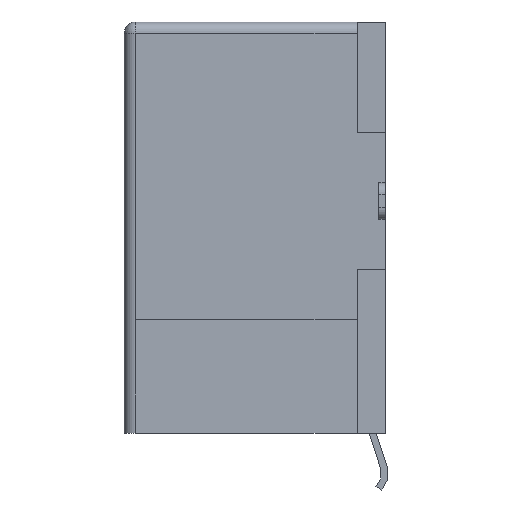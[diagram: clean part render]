
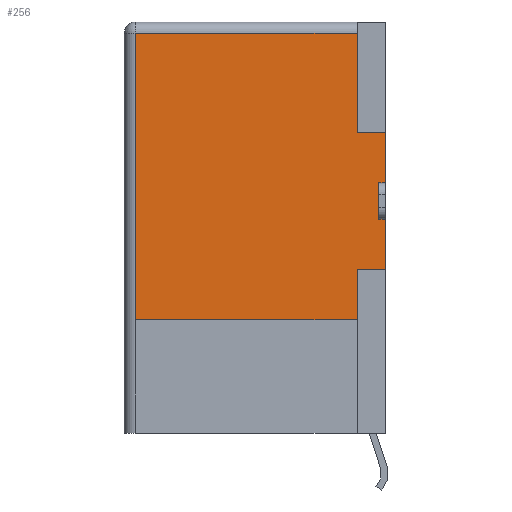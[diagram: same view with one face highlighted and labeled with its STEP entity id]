
A CAD part, left-side view. The second image highlights one B-rep face of the part: STEP entity #256.
In plain terms, the highlighted planar face has unit normal (-1, 0, 0).
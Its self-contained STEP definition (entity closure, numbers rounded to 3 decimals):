
#256=ADVANCED_FACE('',(#874),#572,.T.);
#572=PLANE('',#6837);
#874=FACE_OUTER_BOUND('',#1199,.T.);
#1199=EDGE_LOOP('',(#1923,#1924,#1925,#1926,#1927,#1928,#1929,#1930,#1931,
#1932,#1933,#1934));
#1923=ORIENTED_EDGE('',*,*,#4020,.T.);
#1924=ORIENTED_EDGE('',*,*,#4378,.T.);
#1925=ORIENTED_EDGE('',*,*,#4379,.T.);
#1926=ORIENTED_EDGE('',*,*,#4380,.T.);
#1927=ORIENTED_EDGE('',*,*,#4381,.F.);
#1928=ORIENTED_EDGE('',*,*,#4382,.T.);
#1929=ORIENTED_EDGE('',*,*,#4383,.T.);
#1930=ORIENTED_EDGE('',*,*,#4384,.F.);
#1931=ORIENTED_EDGE('',*,*,#4385,.T.);
#1932=ORIENTED_EDGE('',*,*,#4386,.T.);
#1933=ORIENTED_EDGE('',*,*,#4387,.T.);
#1934=ORIENTED_EDGE('',*,*,#4388,.T.);
#3388=VERTEX_POINT('',#8822);
#3389=VERTEX_POINT('',#8824);
#3691=VERTEX_POINT('',#9539);
#3692=VERTEX_POINT('',#9541);
#3693=VERTEX_POINT('',#9543);
#3694=VERTEX_POINT('',#9545);
#3695=VERTEX_POINT('',#9547);
#3696=VERTEX_POINT('',#9549);
#3697=VERTEX_POINT('',#9551);
#3698=VERTEX_POINT('',#9553);
#3699=VERTEX_POINT('',#9555);
#3700=VERTEX_POINT('',#9557);
#4020=EDGE_CURVE('',#3389,#3388,#4966,.T.);
#4378=EDGE_CURVE('',#3388,#3691,#5297,.T.);
#4379=EDGE_CURVE('',#3691,#3692,#5298,.T.);
#4380=EDGE_CURVE('',#3692,#3693,#5299,.T.);
#4381=EDGE_CURVE('',#3694,#3693,#5300,.T.);
#4382=EDGE_CURVE('',#3694,#3695,#5301,.T.);
#4383=EDGE_CURVE('',#3695,#3696,#5302,.T.);
#4384=EDGE_CURVE('',#3697,#3696,#5303,.T.);
#4385=EDGE_CURVE('',#3697,#3698,#5304,.T.);
#4386=EDGE_CURVE('',#3698,#3699,#5305,.T.);
#4387=EDGE_CURVE('',#3699,#3700,#5306,.T.);
#4388=EDGE_CURVE('',#3700,#3389,#5307,.T.);
#4966=LINE('',#8823,#5863);
#5297=LINE('',#9538,#6194);
#5298=LINE('',#9540,#6195);
#5299=LINE('',#9542,#6196);
#5300=LINE('',#9544,#6197);
#5301=LINE('',#9546,#6198);
#5302=LINE('',#9548,#6199);
#5303=LINE('',#9550,#6200);
#5304=LINE('',#9552,#6201);
#5305=LINE('',#9554,#6202);
#5306=LINE('',#9556,#6203);
#5307=LINE('',#9558,#6204);
#5863=VECTOR('',#7167,1.);
#6194=VECTOR('',#7662,1.);
#6195=VECTOR('',#7663,1.);
#6196=VECTOR('',#7664,1.);
#6197=VECTOR('',#7665,1.);
#6198=VECTOR('',#7666,1.);
#6199=VECTOR('',#7667,1.);
#6200=VECTOR('',#7668,1.);
#6201=VECTOR('',#7669,1.);
#6202=VECTOR('',#7670,1.);
#6203=VECTOR('',#7671,1.);
#6204=VECTOR('',#7672,1.);
#6837=AXIS2_PLACEMENT_3D('',#9559,#7673,#7674);
#7167=DIRECTION('',(0.,0.,1.));
#7662=DIRECTION('',(0.,-1.,0.));
#7663=DIRECTION('',(0.,0.,1.));
#7664=DIRECTION('',(0.,1.,0.));
#7665=DIRECTION('',(0.,0.,-1.));
#7666=DIRECTION('',(0.,-1.,0.));
#7667=DIRECTION('',(0.,0.,1.));
#7668=DIRECTION('',(0.,-1.,0.));
#7669=DIRECTION('',(0.,0.,1.));
#7670=DIRECTION('',(0.,1.,0.));
#7671=DIRECTION('',(0.,0.,-1.));
#7672=DIRECTION('',(0.,-1.,0.));
#7673=DIRECTION('',(-1.,0.,0.));
#7674=DIRECTION('',(0.,0.,-1.));
#8822=CARTESIAN_POINT('',(-6.48,-10.25,-10.88));
#8823=CARTESIAN_POINT('',(-6.48,-10.25,-13.1));
#8824=CARTESIAN_POINT('',(-6.48,-10.25,-13.1));
#9538=CARTESIAN_POINT('',(-6.48,0.,-10.88));
#9539=CARTESIAN_POINT('',(-6.48,-11.5,-10.88));
#9540=CARTESIAN_POINT('',(-6.48,-11.5,-18.1));
#9541=CARTESIAN_POINT('',(-6.48,-11.5,-8.68));
#9542=CARTESIAN_POINT('',(-6.48,-11.2,-8.68));
#9543=CARTESIAN_POINT('',(-6.48,-11.2,-8.68));
#9544=CARTESIAN_POINT('',(-6.48,-11.2,0.));
#9545=CARTESIAN_POINT('',(-6.48,-11.2,-7.08));
#9546=CARTESIAN_POINT('',(-6.48,-11.2,-7.08));
#9547=CARTESIAN_POINT('',(-6.48,-11.5,-7.08));
#9548=CARTESIAN_POINT('',(-6.48,-11.5,-18.1));
#9549=CARTESIAN_POINT('',(-6.48,-11.5,-4.88));
#9550=CARTESIAN_POINT('',(-6.48,-10.25,-4.88));
#9551=CARTESIAN_POINT('',(-6.48,-10.25,-4.88));
#9552=CARTESIAN_POINT('',(-6.48,-10.25,-13.1));
#9553=CARTESIAN_POINT('',(-6.48,-10.25,-0.5));
#9554=CARTESIAN_POINT('',(-6.48,-0.5,-0.5));
#9555=CARTESIAN_POINT('',(-6.48,-0.5,-0.5));
#9556=CARTESIAN_POINT('',(-6.48,-0.5,-18.1));
#9557=CARTESIAN_POINT('',(-6.48,-0.5,-13.1));
#9558=CARTESIAN_POINT('',(-6.48,0.,-13.1));
#9559=CARTESIAN_POINT('',(-6.48,0.,-18.1));
